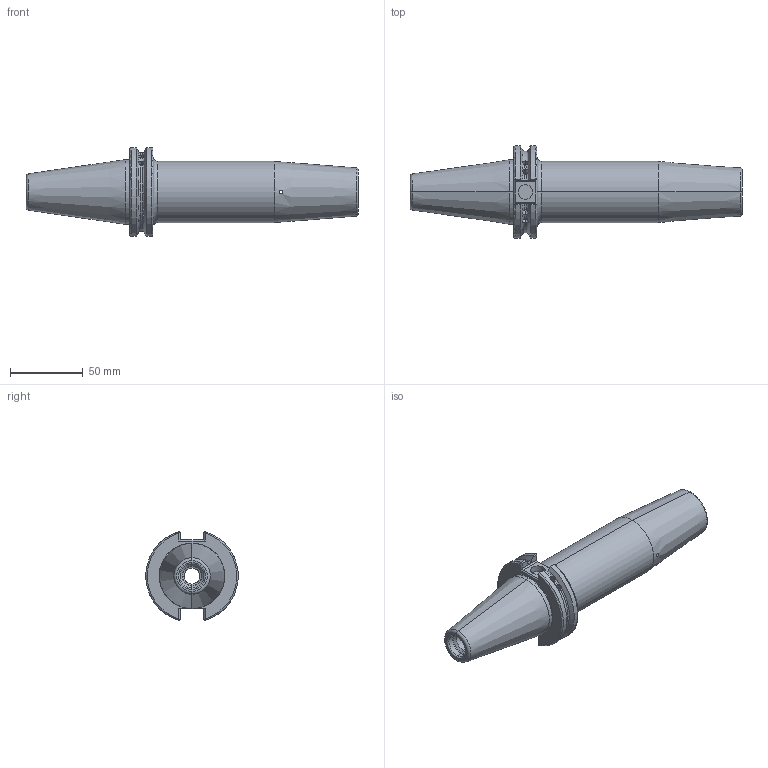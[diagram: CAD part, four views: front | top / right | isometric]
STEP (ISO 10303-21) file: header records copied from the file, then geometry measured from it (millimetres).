
FILE_DESCRIPTION (( 'STEP AP203' ), '1' );
FILE_NAME ('CA40A260-19160HP1.STEP', '2020-09-15T02:19:28', ( 'user' ), ( '' ), 'SwSTEP 2.0', 'SolidWorks 2013', '' );
FILE_SCHEMA (( 'CONFIG_CONTROL_DESIGN' ));
Length unit declared in the file: millimetre
Products named in the file (1): CA40A260-19160HP1
Bounding box: 228.25 x 63.32 x 61.05 mm (x, y, z)
Volume: 253515.3 mm3; surface area: 45031.9 mm2
Topology: 1 solids, 1 shells, 145 faces, 389 edges, 236 vertices
Faces by surface type: cylinder 50, plane 33, torus 32, cone 28, bspline 2
Entity records: 5192 total; most frequent: CARTESIAN_POINT 1695, ORIENTED_EDGE 762, DIRECTION 677, EDGE_CURVE 381, AXIS2_PLACEMENT_3D 272, VERTEX_POINT 236, EDGE_LOOP 153, ADVANCED_FACE 145
